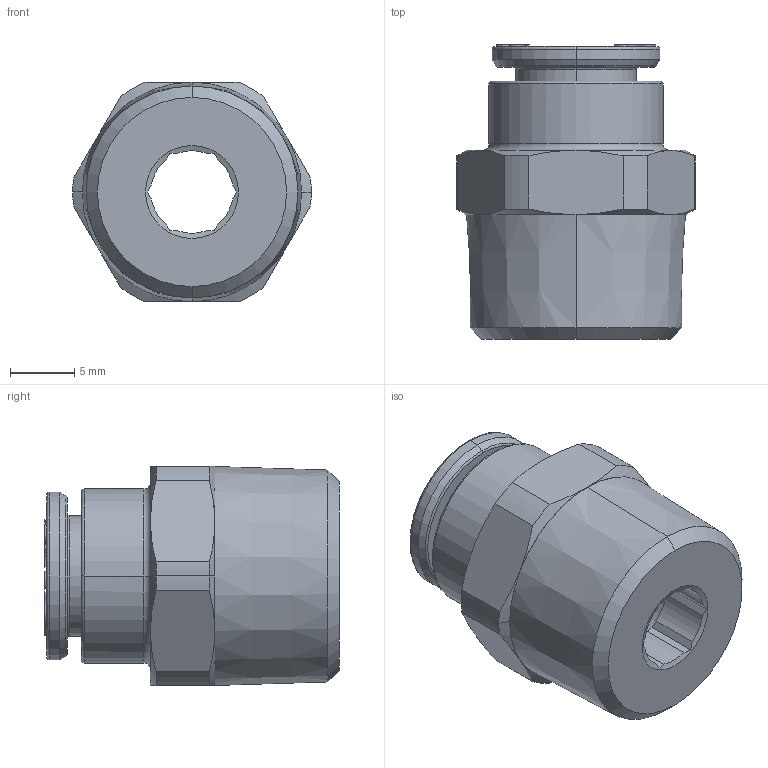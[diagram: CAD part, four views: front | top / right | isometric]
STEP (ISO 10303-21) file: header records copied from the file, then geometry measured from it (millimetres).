
FILE_DESCRIPTION(('STEP AP214'),'1');
FILE_NAME('6805_08_17.stp','2016-07-07T14:41:12',('TraceParts'),('TraceParts S.A.'),'Spatial InterOp 3D',' ',' ');
FILE_SCHEMA(('automotive_design'));
Length unit declared in the file: millimetre
Products named in the file (6): 6805 08 17|44108-18_ASM_933#44108-18_ASM|44108-31_929#44108-31;Solide1; 6805 08 17|44108-18_ASM_933#44108-18_ASM|44108_930#44108;Solide1; 6805 08 17|44108-18_ASM_933#44108-18_ASM|44108-30_931#44108-30;Solide1; 6805 08 17|44108-18_ASM_933#44108-18_ASM|44108-40_932#44108-40;Solide1; 6805 08 17|44708-12_928#44708-12;Solide1; 6805 08 17|44108-11-10-ASM_934#44108-11-10-ASM;Solide1
Bounding box: 18.5 x 22.85 x 17 mm (x, y, z)
Volume: 3167.1 mm3; surface area: 3705.9 mm2
Topology: 6 solids, 6 shells, 714 faces, 1878 edges, 1204 vertices
Faces by surface type: plane 430, cone 103, cylinder 81, bspline 56, torus 42, sphere 2
Entity records: 30193 total; most frequent: CARTESIAN_POINT 6947, ORIENTED_EDGE 3752, DIRECTION 3415, EDGE_CURVE 1876, LINE 1297, VECTOR 1297, VERTEX_POINT 1204, AXIS2_PLACEMENT_3D 1059
